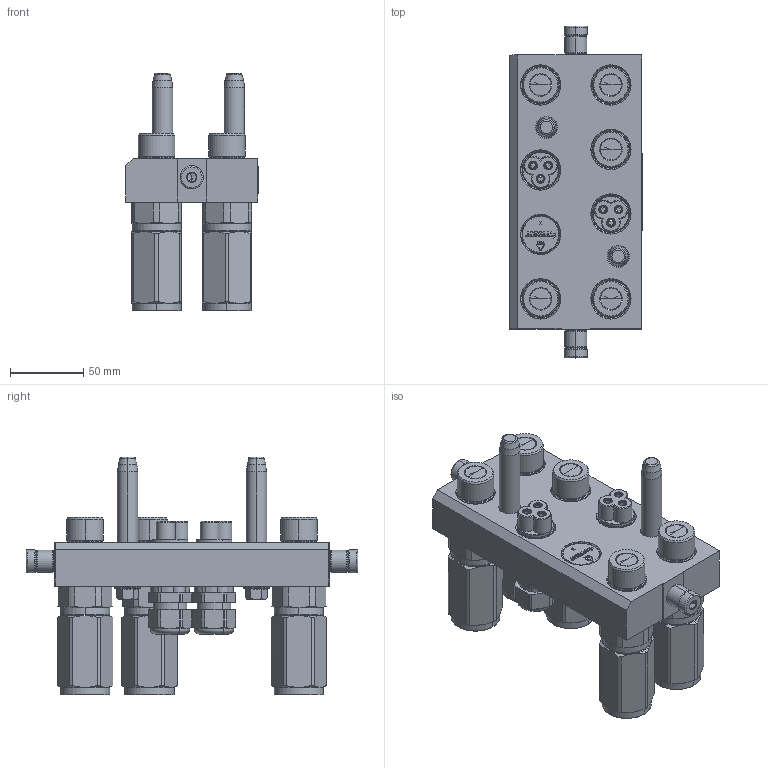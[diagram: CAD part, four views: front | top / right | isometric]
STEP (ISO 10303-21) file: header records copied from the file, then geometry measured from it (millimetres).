
FILE_DESCRIPTION (( 'STEP AP214' ), '1' );
FILE_NAME ('FASTER.step', '2021-10-11T09:29:31', ( '' ), ( '' ), 'SwSTEP 2.0', 'SolidWorks 2017', '' );
FILE_SCHEMA (( 'AUTOMOTIVE_DESIGN' ));
Length unit declared in the file: millimetre
Products named in the file (14): et002; conn_3p_m; TAPPO_12; 4850_010_0000_020; FASTER; 1540_080_0008_000; 4830_013_3000_030; corpospel08-3m; P808_M_BASE; 4830_028_1000_011; 3ffnp12_gas_m; 4830_044_0000_000; 4830_021_1000_000
Assembly tree (24 placements, depth 3):
  FASTER
    P808_M_BASE
      4850_010_0000_020
      4830_021_1000_000  x2
      1540_080_0008_000  x2
      4830_013_3000_030  x2
      4830_028_1000_011  x2
    3ffnp12_gas_m  x5
      3ffnp12_gas_m
    conn_3p_m  x2
      4830_044_0000_000
      corpospel08-3m
    TAPPO_12
    et002
Bounding box: 90.3 x 226.6 x 162.2 mm (x, y, z)
Volume: 14020.3 mm3; surface area: 207194.5 mm2
Topology: 4 solids, 84 shells, 3506 faces, 10288 edges, 6799 vertices
Faces by surface type: plane 1933, cylinder 717, cone 474, torus 192, bspline 178, sphere 12
Entity records: 81637 total; most frequent: CARTESIAN_POINT 19507, ORIENTED_EDGE 11100, DIRECTION 10435, EDGE_CURVE 5761, LINE 4079, VECTOR 4079, VERTEX_POINT 3778, AXIS2_PLACEMENT_3D 3178
